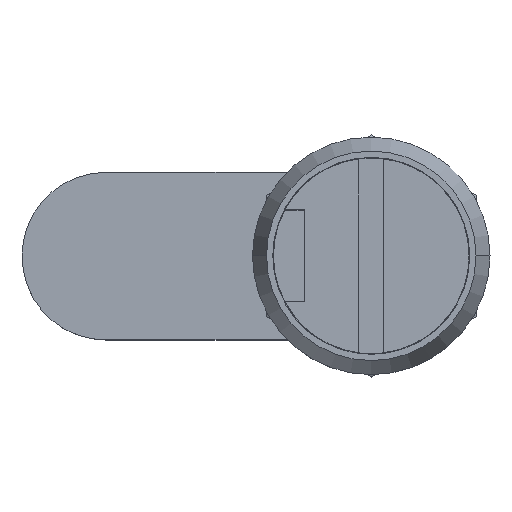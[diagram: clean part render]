
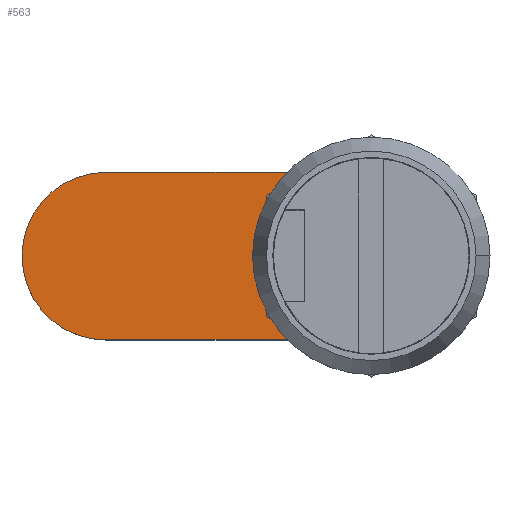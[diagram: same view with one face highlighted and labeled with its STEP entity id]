
A CAD part, top view. The second image highlights one B-rep face of the part: STEP entity #563.
In plain terms, the highlighted planar face has unit normal (0, 0, 1).
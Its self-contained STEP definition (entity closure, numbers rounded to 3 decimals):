
#10 = LINE ( 'NONE', #3453, #1146 ) ;
#23 = EDGE_CURVE ( 'NONE', #432, #166, #2690, .T. ) ;
#32 = VERTEX_POINT ( 'NONE', #437 ) ;
#67 = CIRCLE ( 'NONE', #89, 6. ) ;
#89 = AXIS2_PLACEMENT_3D ( 'NONE', #565, #444, #2083 ) ;
#143 = CIRCLE ( 'NONE', #1864, 3.3 ) ;
#166 = VERTEX_POINT ( 'NONE', #2401 ) ;
#187 = EDGE_CURVE ( 'NONE', #32, #4259, #2851, .T. ) ;
#225 = VECTOR ( 'NONE', #3589, 1000. ) ;
#338 = AXIS2_PLACEMENT_3D ( 'NONE', #3039, #1030, #4386 ) ;
#342 = EDGE_CURVE ( 'NONE', #3626, #2544, #2404, .T. ) ;
#432 = VERTEX_POINT ( 'NONE', #3832 ) ;
#433 = EDGE_CURVE ( 'NONE', #3742, #3570, #1268, .T. ) ;
#437 = CARTESIAN_POINT ( 'NONE',  ( -2.8, -1.746, 2.3 ) ) ;
#444 = DIRECTION ( 'NONE',  ( 0., 0., 1. ) ) ;
#497 = AXIS2_PLACEMENT_3D ( 'NONE', #1805, #1851, #2494 ) ;
#533 = CARTESIAN_POINT ( 'NONE',  ( 0., 0., 2.3 ) ) ;
#563 = ADVANCED_FACE ( 'NONE', ( #616, #3187 ), #3953, .T. ) ;
#565 = CARTESIAN_POINT ( 'NONE',  ( -19., 0., 2.3 ) ) ;
#577 = VERTEX_POINT ( 'NONE', #2142 ) ;
#596 = AXIS2_PLACEMENT_3D ( 'NONE', #533, #2977, #879 ) ;
#601 = CARTESIAN_POINT ( 'NONE',  ( 2.8, 1.746, 2.3 ) ) ;
#616 = FACE_BOUND ( 'NONE', #2059, .T. ) ;
#632 = DIRECTION ( 'NONE',  ( 0., -1., 0. ) ) ;
#656 = VERTEX_POINT ( 'NONE', #1383 ) ;
#682 = ORIENTED_EDGE ( 'NONE', *, *, #187, .F. ) ;
#695 = EDGE_CURVE ( 'NONE', #2450, #432, #67, .T. ) ;
#785 = AXIS2_PLACEMENT_3D ( 'NONE', #1833, #4261, #2184 ) ;
#792 = DIRECTION ( 'NONE',  ( 1., 0., 0. ) ) ;
#812 = CARTESIAN_POINT ( 'NONE',  ( 1.746, 2.8, 2.3 ) ) ;
#879 = DIRECTION ( 'NONE',  ( 1., 0., 0. ) ) ;
#946 = EDGE_CURVE ( 'NONE', #166, #577, #10, .T. ) ;
#987 = VECTOR ( 'NONE', #792, 1000. ) ;
#992 = DIRECTION ( 'NONE',  ( 0., 0., 1. ) ) ;
#1026 = ORIENTED_EDGE ( 'NONE', *, *, #946, .T. ) ;
#1030 = DIRECTION ( 'NONE',  ( 0., 0., 1. ) ) ;
#1106 = ORIENTED_EDGE ( 'NONE', *, *, #4402, .F. ) ;
#1123 = DIRECTION ( 'NONE',  ( -1., 0., 0. ) ) ;
#1129 = EDGE_CURVE ( 'NONE', #4259, #3602, #2839, .T. ) ;
#1146 = VECTOR ( 'NONE', #3428, 1000. ) ;
#1268 = LINE ( 'NONE', #2499, #225 ) ;
#1297 = CARTESIAN_POINT ( 'NONE',  ( 0., 6., 2.3 ) ) ;
#1302 = CARTESIAN_POINT ( 'NONE',  ( -2.8, 1.746, 2.3 ) ) ;
#1383 = CARTESIAN_POINT ( 'NONE',  ( 0., 6., 2.3 ) ) ;
#1412 = ORIENTED_EDGE ( 'NONE', *, *, #3479, .F. ) ;
#1418 = CARTESIAN_POINT ( 'NONE',  ( 1.746, -2.8, 2.3 ) ) ;
#1434 = CARTESIAN_POINT ( 'NONE',  ( 2.8, -1.746, 2.3 ) ) ;
#1499 = VECTOR ( 'NONE', #3005, 1000. ) ;
#1577 = ORIENTED_EDGE ( 'NONE', *, *, #342, .F. ) ;
#1606 = EDGE_CURVE ( 'NONE', #656, #2450, #2952, .T. ) ;
#1610 = ORIENTED_EDGE ( 'NONE', *, *, #23, .T. ) ;
#1659 = DIRECTION ( 'NONE',  ( 0., 0., 1. ) ) ;
#1685 = CIRCLE ( 'NONE', #3902, 3.3 ) ;
#1739 = CARTESIAN_POINT ( 'NONE',  ( -1.746, 2.8, 2.3 ) ) ;
#1805 = CARTESIAN_POINT ( 'NONE',  ( 0., 0., 2.3 ) ) ;
#1833 = CARTESIAN_POINT ( 'NONE',  ( 0., 0., 2.3 ) ) ;
#1851 = DIRECTION ( 'NONE',  ( 0., 0., 1. ) ) ;
#1864 = AXIS2_PLACEMENT_3D ( 'NONE', #3108, #992, #3445 ) ;
#1988 = ORIENTED_EDGE ( 'NONE', *, *, #3473, .F. ) ;
#2006 = LINE ( 'NONE', #4449, #3739 ) ;
#2059 = EDGE_LOOP ( 'NONE', ( #682, #1988, #2532, #2634, #1106, #1577, #1412, #2413 ) ) ;
#2083 = DIRECTION ( 'NONE',  ( 1., 0., 0. ) ) ;
#2142 = CARTESIAN_POINT ( 'NONE',  ( 0., -6., 2.3 ) ) ;
#2184 = DIRECTION ( 'NONE',  ( 1., 0., 0. ) ) ;
#2401 = CARTESIAN_POINT ( 'NONE',  ( -19., -6., 2.3 ) ) ;
#2404 = LINE ( 'NONE', #601, #1499 ) ;
#2413 = ORIENTED_EDGE ( 'NONE', *, *, #1129, .F. ) ;
#2450 = VERTEX_POINT ( 'NONE', #3920 ) ;
#2494 = DIRECTION ( 'NONE',  ( 1., 0., 0. ) ) ;
#2499 = CARTESIAN_POINT ( 'NONE',  ( -1.746, 2.8, 2.3 ) ) ;
#2532 = ORIENTED_EDGE ( 'NONE', *, *, #3021, .F. ) ;
#2544 = VERTEX_POINT ( 'NONE', #2692 ) ;
#2600 = CIRCLE ( 'NONE', #785, 6. ) ;
#2634 = ORIENTED_EDGE ( 'NONE', *, *, #433, .F. ) ;
#2677 = DIRECTION ( 'NONE',  ( 0., 0., 1. ) ) ;
#2690 = CIRCLE ( 'NONE', #338, 6. ) ;
#2692 = CARTESIAN_POINT ( 'NONE',  ( 2.8, 1.746, 2.3 ) ) ;
#2751 = DIRECTION ( 'NONE',  ( 1., 0., 0. ) ) ;
#2839 = LINE ( 'NONE', #3769, #987 ) ;
#2851 = CIRCLE ( 'NONE', #497, 3.3 ) ;
#2952 = LINE ( 'NONE', #1297, #3759 ) ;
#2964 = CARTESIAN_POINT ( 'NONE',  ( -1.746, -2.8, 2.3 ) ) ;
#2977 = DIRECTION ( 'NONE',  ( 0., 0., 1. ) ) ;
#3005 = DIRECTION ( 'NONE',  ( 0., 1., 0. ) ) ;
#3021 = EDGE_CURVE ( 'NONE', #3570, #3868, #1685, .T. ) ;
#3039 = CARTESIAN_POINT ( 'NONE',  ( -19., 0., 2.3 ) ) ;
#3072 = ORIENTED_EDGE ( 'NONE', *, *, #3082, .T. ) ;
#3082 = EDGE_CURVE ( 'NONE', #577, #656, #2600, .T. ) ;
#3108 = CARTESIAN_POINT ( 'NONE',  ( 0., 0., 2.3 ) ) ;
#3187 = FACE_OUTER_BOUND ( 'NONE', #3496, .T. ) ;
#3222 = AXIS2_PLACEMENT_3D ( 'NONE', #3691, #2677, #2751 ) ;
#3428 = DIRECTION ( 'NONE',  ( 1., 0., 0. ) ) ;
#3439 = CIRCLE ( 'NONE', #596, 3.3 ) ;
#3445 = DIRECTION ( 'NONE',  ( 1., 0., 0. ) ) ;
#3453 = CARTESIAN_POINT ( 'NONE',  ( -19., -6., 2.3 ) ) ;
#3473 = EDGE_CURVE ( 'NONE', #3868, #32, #2006, .T. ) ;
#3479 = EDGE_CURVE ( 'NONE', #3602, #3626, #143, .T. ) ;
#3496 = EDGE_LOOP ( 'NONE', ( #3072, #4419, #4328, #1610, #1026 ) ) ;
#3570 = VERTEX_POINT ( 'NONE', #1739 ) ;
#3589 = DIRECTION ( 'NONE',  ( -1., 0., 0. ) ) ;
#3602 = VERTEX_POINT ( 'NONE', #1418 ) ;
#3626 = VERTEX_POINT ( 'NONE', #1434 ) ;
#3691 = CARTESIAN_POINT ( 'NONE',  ( 0., 0., 2.3 ) ) ;
#3735 = CARTESIAN_POINT ( 'NONE',  ( 0., 0., 2.3 ) ) ;
#3739 = VECTOR ( 'NONE', #632, 1000. ) ;
#3742 = VERTEX_POINT ( 'NONE', #812 ) ;
#3759 = VECTOR ( 'NONE', #1123, 1000. ) ;
#3769 = CARTESIAN_POINT ( 'NONE',  ( -1.746, -2.8, 2.3 ) ) ;
#3832 = CARTESIAN_POINT ( 'NONE',  ( -25., 0., 2.3 ) ) ;
#3868 = VERTEX_POINT ( 'NONE', #1302 ) ;
#3902 = AXIS2_PLACEMENT_3D ( 'NONE', #3735, #1659, #4088 ) ;
#3920 = CARTESIAN_POINT ( 'NONE',  ( -19., 6., 2.3 ) ) ;
#3953 = PLANE ( 'NONE',  #3222 ) ;
#4088 = DIRECTION ( 'NONE',  ( 1., 0., 0. ) ) ;
#4259 = VERTEX_POINT ( 'NONE', #2964 ) ;
#4261 = DIRECTION ( 'NONE',  ( 0., 0., 1. ) ) ;
#4328 = ORIENTED_EDGE ( 'NONE', *, *, #695, .T. ) ;
#4386 = DIRECTION ( 'NONE',  ( 1., 0., 0. ) ) ;
#4402 = EDGE_CURVE ( 'NONE', #2544, #3742, #3439, .T. ) ;
#4419 = ORIENTED_EDGE ( 'NONE', *, *, #1606, .T. ) ;
#4449 = CARTESIAN_POINT ( 'NONE',  ( -2.8, 1.746, 2.3 ) ) ;
